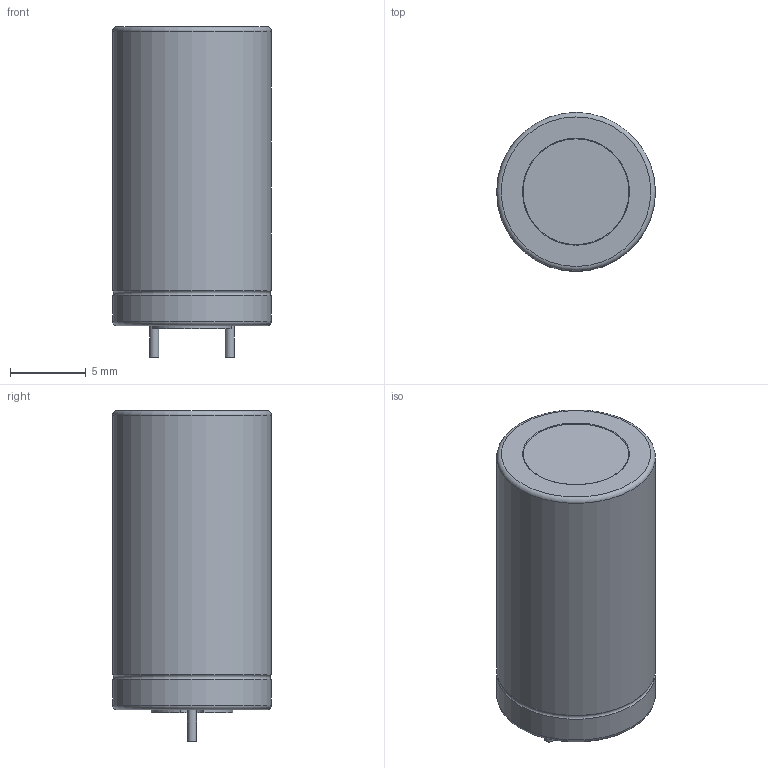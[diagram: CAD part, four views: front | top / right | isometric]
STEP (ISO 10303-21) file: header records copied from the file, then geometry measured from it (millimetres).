
FILE_DESCRIPTION(('FreeCAD Model'),'2;1');
FILE_NAME('E5x105x20.stp', '2015-01-17T19:12:43',('FreeCAD'),('FreeCAD'), 'Open CASCADE STEP processor 6.7','FreeCAD','Unknown');
FILE_SCHEMA(('AUTOMOTIVE_DESIGN_CC2 { 1 2 10303 214 -1 1 5 4 }'));
Length unit declared in the file: millimetre
Products named in the file (4): Pad; Pad001; Pad003; Fillet001
Bounding box: 10.5 x 10.5 x 21.9 mm (x, y, z)
Volume: 1718.7 mm3; surface area: 958.6 mm2
Topology: 5 solids, 5 shells, 57 faces, 130 edges, 85 vertices
Faces by surface type: plane 42, cylinder 11, torus 4
Full cylindrical faces by diameter (mm): 0.6 x2, 6.3 x1, 7 x2, 10.5 x2
Entity records: 3730 total; most frequent: CARTESIAN_POINT 731, DIRECTION 501, LINE 263, VECTOR 263, ORIENTED_EDGE 260, PCURVE 260, DEFINITIONAL_REPRESENTATION 260, EDGE_CURVE 130
